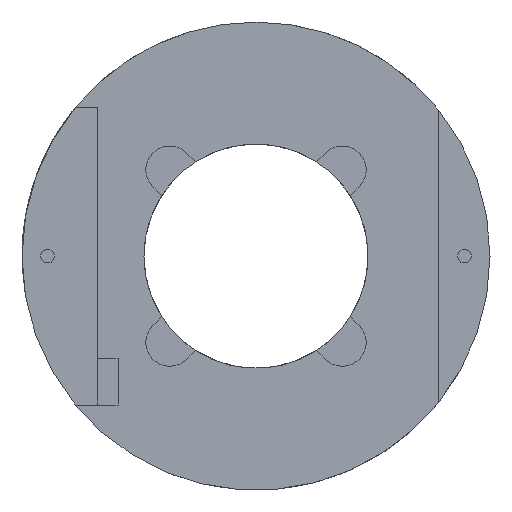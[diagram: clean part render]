
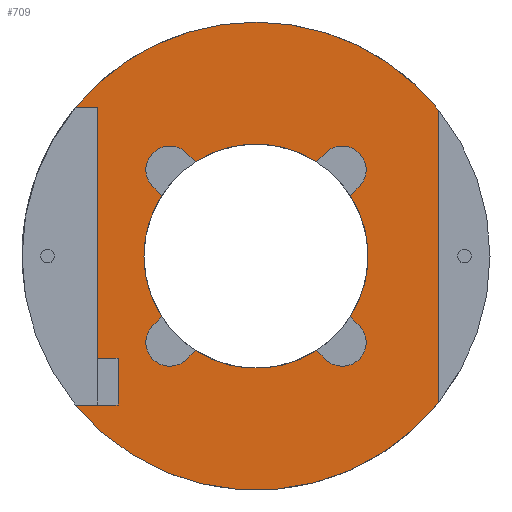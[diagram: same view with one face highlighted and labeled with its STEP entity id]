
A CAD part, front view. The second image highlights one B-rep face of the part: STEP entity #709.
In plain terms, the highlighted planar face has unit normal (0, -1, 0).
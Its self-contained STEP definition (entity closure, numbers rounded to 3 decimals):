
#38=FACE_BOUND('',#87,.T.);
#44=FACE_OUTER_BOUND('',#86,.T.);
#86=EDGE_LOOP('',(#470,#471,#472,#473,#474,#475,#476,#477,#478,#479));
#87=EDGE_LOOP('',(#480,#481,#482,#483,#484,#485,#486,#487,#488,#489,#490,
#491,#492,#493,#494,#495,#496));
#134=LINE('',#1066,#193);
#135=LINE('',#1068,#194);
#136=LINE('',#1070,#195);
#137=LINE('',#1072,#196);
#138=LINE('',#1074,#197);
#139=LINE('',#1076,#198);
#140=LINE('',#1080,#199);
#141=LINE('',#1088,#200);
#142=LINE('',#1092,#201);
#143=LINE('',#1096,#202);
#144=LINE('',#1100,#203);
#145=LINE('',#1104,#204);
#146=LINE('',#1108,#205);
#147=LINE('',#1112,#206);
#148=LINE('',#1115,#207);
#193=VECTOR('',#841,10.);
#194=VECTOR('',#842,10.);
#195=VECTOR('',#843,10.);
#196=VECTOR('',#844,10.);
#197=VECTOR('',#845,10.);
#198=VECTOR('',#846,10.);
#199=VECTOR('',#849,10.);
#200=VECTOR('',#856,10.);
#201=VECTOR('',#859,10.);
#202=VECTOR('',#862,10.);
#203=VECTOR('',#865,10.);
#204=VECTOR('',#868,10.);
#205=VECTOR('',#871,10.);
#206=VECTOR('',#874,10.);
#207=VECTOR('',#877,10.);
#252=CIRCLE('',#754,20.616);
#253=CIRCLE('',#755,20.616);
#254=CIRCLE('',#756,20.616);
#255=CIRCLE('',#757,9.873);
#256=CIRCLE('',#758,9.873);
#257=CIRCLE('',#759,2.1);
#258=CIRCLE('',#760,9.873);
#259=CIRCLE('',#761,2.1);
#260=CIRCLE('',#762,9.873);
#261=CIRCLE('',#763,2.1);
#262=CIRCLE('',#764,9.873);
#263=CIRCLE('',#765,2.1);
#294=VERTEX_POINT('',#1062);
#295=VERTEX_POINT('',#1063);
#296=VERTEX_POINT('',#1065);
#297=VERTEX_POINT('',#1067);
#298=VERTEX_POINT('',#1069);
#299=VERTEX_POINT('',#1071);
#300=VERTEX_POINT('',#1073);
#301=VERTEX_POINT('',#1075);
#302=VERTEX_POINT('',#1077);
#303=VERTEX_POINT('',#1079);
#304=VERTEX_POINT('',#1082);
#305=VERTEX_POINT('',#1083);
#306=VERTEX_POINT('',#1085);
#307=VERTEX_POINT('',#1087);
#308=VERTEX_POINT('',#1089);
#309=VERTEX_POINT('',#1091);
#310=VERTEX_POINT('',#1093);
#311=VERTEX_POINT('',#1095);
#312=VERTEX_POINT('',#1097);
#313=VERTEX_POINT('',#1099);
#314=VERTEX_POINT('',#1101);
#315=VERTEX_POINT('',#1103);
#316=VERTEX_POINT('',#1105);
#317=VERTEX_POINT('',#1107);
#318=VERTEX_POINT('',#1109);
#319=VERTEX_POINT('',#1111);
#320=VERTEX_POINT('',#1113);
#363=EDGE_CURVE('',#294,#295,#252,.T.);
#364=EDGE_CURVE('',#294,#296,#134,.T.);
#365=EDGE_CURVE('',#296,#297,#135,.T.);
#366=EDGE_CURVE('',#298,#297,#136,.T.);
#367=EDGE_CURVE('',#299,#298,#137,.T.);
#368=EDGE_CURVE('',#299,#300,#138,.T.);
#369=EDGE_CURVE('',#300,#301,#139,.T.);
#370=EDGE_CURVE('',#302,#301,#253,.T.);
#371=EDGE_CURVE('',#302,#303,#140,.T.);
#372=EDGE_CURVE('',#295,#303,#254,.T.);
#373=EDGE_CURVE('',#304,#305,#255,.T.);
#374=EDGE_CURVE('',#305,#306,#256,.T.);
#375=EDGE_CURVE('',#306,#307,#141,.T.);
#376=EDGE_CURVE('',#307,#308,#257,.T.);
#377=EDGE_CURVE('',#308,#309,#142,.T.);
#378=EDGE_CURVE('',#309,#310,#258,.T.);
#379=EDGE_CURVE('',#310,#311,#143,.T.);
#380=EDGE_CURVE('',#311,#312,#259,.T.);
#381=EDGE_CURVE('',#312,#313,#144,.T.);
#382=EDGE_CURVE('',#313,#314,#260,.T.);
#383=EDGE_CURVE('',#314,#315,#145,.T.);
#384=EDGE_CURVE('',#315,#316,#261,.T.);
#385=EDGE_CURVE('',#316,#317,#146,.T.);
#386=EDGE_CURVE('',#317,#318,#262,.T.);
#387=EDGE_CURVE('',#318,#319,#147,.T.);
#388=EDGE_CURVE('',#319,#320,#263,.T.);
#389=EDGE_CURVE('',#320,#304,#148,.T.);
#470=ORIENTED_EDGE('',*,*,#363,.F.);
#471=ORIENTED_EDGE('',*,*,#364,.T.);
#472=ORIENTED_EDGE('',*,*,#365,.T.);
#473=ORIENTED_EDGE('',*,*,#366,.F.);
#474=ORIENTED_EDGE('',*,*,#367,.F.);
#475=ORIENTED_EDGE('',*,*,#368,.T.);
#476=ORIENTED_EDGE('',*,*,#369,.T.);
#477=ORIENTED_EDGE('',*,*,#370,.F.);
#478=ORIENTED_EDGE('',*,*,#371,.T.);
#479=ORIENTED_EDGE('',*,*,#372,.F.);
#480=ORIENTED_EDGE('',*,*,#373,.T.);
#481=ORIENTED_EDGE('',*,*,#374,.T.);
#482=ORIENTED_EDGE('',*,*,#375,.T.);
#483=ORIENTED_EDGE('',*,*,#376,.T.);
#484=ORIENTED_EDGE('',*,*,#377,.T.);
#485=ORIENTED_EDGE('',*,*,#378,.T.);
#486=ORIENTED_EDGE('',*,*,#379,.T.);
#487=ORIENTED_EDGE('',*,*,#380,.T.);
#488=ORIENTED_EDGE('',*,*,#381,.T.);
#489=ORIENTED_EDGE('',*,*,#382,.T.);
#490=ORIENTED_EDGE('',*,*,#383,.T.);
#491=ORIENTED_EDGE('',*,*,#384,.T.);
#492=ORIENTED_EDGE('',*,*,#385,.T.);
#493=ORIENTED_EDGE('',*,*,#386,.T.);
#494=ORIENTED_EDGE('',*,*,#387,.T.);
#495=ORIENTED_EDGE('',*,*,#388,.T.);
#496=ORIENTED_EDGE('',*,*,#389,.T.);
#684=PLANE('',#753);
#709=ADVANCED_FACE('',(#44,#38),#684,.T.);
#753=AXIS2_PLACEMENT_3D('',#1061,#837,#838);
#754=AXIS2_PLACEMENT_3D('',#1064,#839,#840);
#755=AXIS2_PLACEMENT_3D('',#1078,#847,#848);
#756=AXIS2_PLACEMENT_3D('',#1081,#850,#851);
#757=AXIS2_PLACEMENT_3D('',#1084,#852,#853);
#758=AXIS2_PLACEMENT_3D('',#1086,#854,#855);
#759=AXIS2_PLACEMENT_3D('',#1090,#857,#858);
#760=AXIS2_PLACEMENT_3D('',#1094,#860,#861);
#761=AXIS2_PLACEMENT_3D('',#1098,#863,#864);
#762=AXIS2_PLACEMENT_3D('',#1102,#866,#867);
#763=AXIS2_PLACEMENT_3D('',#1106,#869,#870);
#764=AXIS2_PLACEMENT_3D('',#1110,#872,#873);
#765=AXIS2_PLACEMENT_3D('',#1114,#875,#876);
#837=DIRECTION('center_axis',(0.,-1.,0.));
#838=DIRECTION('ref_axis',(1.,0.,0.));
#839=DIRECTION('center_axis',(0.,1.,0.));
#840=DIRECTION('ref_axis',(1.,0.,0.));
#841=DIRECTION('',(1.,0.,0.));
#842=DIRECTION('',(0.,0.,-1.));
#843=DIRECTION('',(-1.,0.,0.));
#844=DIRECTION('',(0.,0.,1.));
#845=DIRECTION('',(-1.,0.,0.));
#846=DIRECTION('',(-1.,0.,0.));
#847=DIRECTION('center_axis',(0.,1.,0.));
#848=DIRECTION('ref_axis',(1.,0.,0.));
#849=DIRECTION('',(0.,0.,1.));
#850=DIRECTION('center_axis',(0.,1.,0.));
#851=DIRECTION('ref_axis',(1.,0.,0.));
#852=DIRECTION('center_axis',(0.,1.,0.));
#853=DIRECTION('ref_axis',(1.,0.,0.));
#854=DIRECTION('center_axis',(0.,1.,0.));
#855=DIRECTION('ref_axis',(1.,0.,0.));
#856=DIRECTION('',(-0.707,0.,0.707));
#857=DIRECTION('center_axis',(0.,1.,0.));
#858=DIRECTION('ref_axis',(0.707,0.,0.707));
#859=DIRECTION('',(0.707,0.,-0.707));
#860=DIRECTION('center_axis',(0.,1.,0.));
#861=DIRECTION('ref_axis',(1.,0.,0.));
#862=DIRECTION('',(0.707,0.,0.707));
#863=DIRECTION('center_axis',(0.,1.,0.));
#864=DIRECTION('ref_axis',(0.707,0.,-0.707));
#865=DIRECTION('',(-0.707,0.,-0.707));
#866=DIRECTION('center_axis',(0.,1.,0.));
#867=DIRECTION('ref_axis',(1.,0.,0.));
#868=DIRECTION('',(0.707,0.,-0.707));
#869=DIRECTION('center_axis',(0.,1.,0.));
#870=DIRECTION('ref_axis',(-0.707,0.,-0.707));
#871=DIRECTION('',(-0.707,0.,0.707));
#872=DIRECTION('center_axis',(0.,1.,0.));
#873=DIRECTION('ref_axis',(1.,0.,0.));
#874=DIRECTION('',(-0.707,0.,-0.707));
#875=DIRECTION('center_axis',(0.,1.,0.));
#876=DIRECTION('ref_axis',(-0.707,0.,0.707));
#877=DIRECTION('',(0.707,0.,0.707));
#1061=CARTESIAN_POINT('Origin',(0.,-0.8,0.));
#1062=CARTESIAN_POINT('',(-15.905,-0.8,13.116));
#1063=CARTESIAN_POINT('',(0.,-0.8,20.616));
#1064=CARTESIAN_POINT('Origin',(0.,-0.8,0.));
#1065=CARTESIAN_POINT('',(-13.941,-0.8,13.116));
#1066=CARTESIAN_POINT('',(-6.97,-0.8,13.116));
#1067=CARTESIAN_POINT('',(-13.941,-0.8,-8.999));
#1068=CARTESIAN_POINT('',(-13.941,-0.8,-13.216));
#1069=CARTESIAN_POINT('',(-12.156,-0.8,-8.999));
#1070=CARTESIAN_POINT('',(-13.941,-0.8,-8.999));
#1071=CARTESIAN_POINT('',(-12.156,-0.8,-13.116));
#1072=CARTESIAN_POINT('',(-12.156,-0.8,-7.7));
#1073=CARTESIAN_POINT('',(-13.941,-0.8,-13.116));
#1074=CARTESIAN_POINT('',(-6.078,-0.8,-13.116));
#1075=CARTESIAN_POINT('',(-15.905,-0.8,-13.116));
#1076=CARTESIAN_POINT('',(-6.078,-0.8,-13.116));
#1077=CARTESIAN_POINT('',(16.105,-0.8,-12.869));
#1078=CARTESIAN_POINT('Origin',(0.,-0.8,0.));
#1079=CARTESIAN_POINT('',(16.105,-0.8,12.869));
#1080=CARTESIAN_POINT('',(16.105,-0.8,6.558));
#1081=CARTESIAN_POINT('Origin',(0.,-0.8,0.));
#1082=CARTESIAN_POINT('',(-8.306,-0.8,-5.336));
#1083=CARTESIAN_POINT('',(-9.873,-0.8,0.));
#1084=CARTESIAN_POINT('Origin',(0.,-0.8,0.));
#1085=CARTESIAN_POINT('',(-8.306,-0.8,5.336));
#1086=CARTESIAN_POINT('Origin',(0.,-0.8,0.));
#1087=CARTESIAN_POINT('',(-9.085,-0.8,6.115));
#1088=CARTESIAN_POINT('',(-9.085,-0.8,6.115));
#1089=CARTESIAN_POINT('',(-6.115,-0.8,9.085));
#1090=CARTESIAN_POINT('Origin',(-7.6,-0.8,7.6));
#1091=CARTESIAN_POINT('',(-5.336,-0.8,8.306));
#1092=CARTESIAN_POINT('',(-6.115,-0.8,9.085));
#1093=CARTESIAN_POINT('',(5.336,-0.8,8.306));
#1094=CARTESIAN_POINT('Origin',(0.,-0.8,0.));
#1095=CARTESIAN_POINT('',(6.115,-0.8,9.085));
#1096=CARTESIAN_POINT('',(6.115,-0.8,9.085));
#1097=CARTESIAN_POINT('',(9.085,-0.8,6.115));
#1098=CARTESIAN_POINT('Origin',(7.6,-0.8,7.6));
#1099=CARTESIAN_POINT('',(8.306,-0.8,5.336));
#1100=CARTESIAN_POINT('',(9.085,-0.8,6.115));
#1101=CARTESIAN_POINT('',(8.306,-0.8,-5.336));
#1102=CARTESIAN_POINT('Origin',(0.,-0.8,0.));
#1103=CARTESIAN_POINT('',(9.085,-0.8,-6.115));
#1104=CARTESIAN_POINT('',(9.085,-0.8,-6.115));
#1105=CARTESIAN_POINT('',(6.115,-0.8,-9.085));
#1106=CARTESIAN_POINT('Origin',(7.6,-0.8,-7.6));
#1107=CARTESIAN_POINT('',(5.336,-0.8,-8.306));
#1108=CARTESIAN_POINT('',(6.115,-0.8,-9.085));
#1109=CARTESIAN_POINT('',(-5.336,-0.8,-8.306));
#1110=CARTESIAN_POINT('Origin',(0.,-0.8,0.));
#1111=CARTESIAN_POINT('',(-6.115,-0.8,-9.085));
#1112=CARTESIAN_POINT('',(-6.115,-0.8,-9.085));
#1113=CARTESIAN_POINT('',(-9.085,-0.8,-6.115));
#1114=CARTESIAN_POINT('Origin',(-7.6,-0.8,-7.6));
#1115=CARTESIAN_POINT('',(-9.085,-0.8,-6.115));
